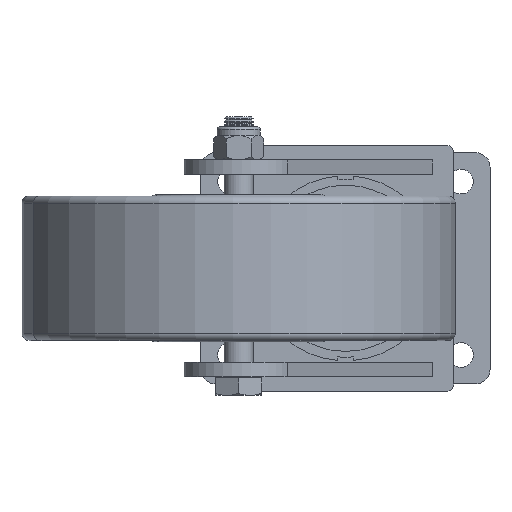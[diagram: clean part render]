
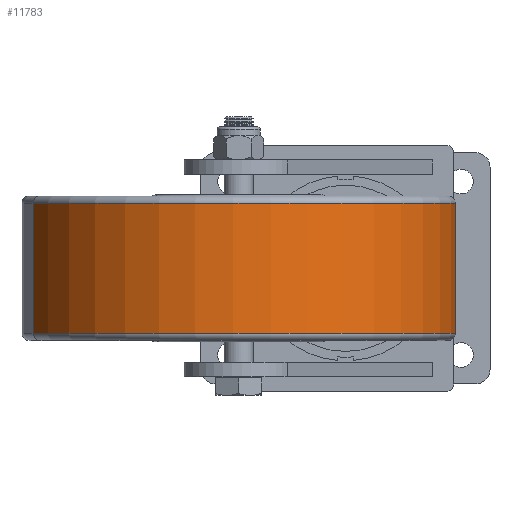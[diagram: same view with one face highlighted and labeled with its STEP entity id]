
A CAD part, front view. The second image highlights one B-rep face of the part: STEP entity #11783.
In plain terms, the highlighted cylindrical face has radius 150 mm (diameter 300 mm), a partial arc.
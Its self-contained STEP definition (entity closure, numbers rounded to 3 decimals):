
#158 = CARTESIAN_POINT ( 'NONE',  ( 168.351, -166.472, -125. ) ) ;
#1980 = DIRECTION ( 'NONE',  ( 0.948, 0.317, 0. ) ) ;
#2844 = EDGE_CURVE ( 'NONE', #6678, #13785, #21084, .T. ) ;
#3876 = DIRECTION ( 'NONE',  ( 0., 0., 1. ) ) ;
#4099 = AXIS2_PLACEMENT_3D ( 'NONE', #17981, #21771, #6255 ) ;
#5109 = CIRCLE ( 'NONE', #5937, 150. ) ;
#5481 = CARTESIAN_POINT ( 'NONE',  ( 168.351, -166.472, -9.597 ) ) ;
#5937 = AXIS2_PLACEMENT_3D ( 'NONE', #17612, #21299, #1980 ) ;
#6255 = DIRECTION ( 'NONE',  ( 0.948, 0.317, 0. ) ) ;
#6371 = VECTOR ( 'NONE', #3876, 1000. ) ;
#6678 = VERTEX_POINT ( 'NONE', #13563 ) ;
#8099 = EDGE_CURVE ( 'NONE', #6678, #16231, #24969, .T. ) ;
#9179 = AXIS2_PLACEMENT_3D ( 'NONE', #19850, #20178, #14250 ) ;
#10079 = ORIENTED_EDGE ( 'NONE', *, *, #13181, .T. ) ;
#11783 = ADVANCED_FACE ( 'NONE', ( #12179 ), #14307, .T. ) ;
#12179 = FACE_OUTER_BOUND ( 'NONE', #23013, .T. ) ;
#13012 = ORIENTED_EDGE ( 'NONE', *, *, #8099, .F. ) ;
#13181 = EDGE_CURVE ( 'NONE', #13785, #18235, #19427, .T. ) ;
#13421 = CARTESIAN_POINT ( 'NONE',  ( -116.191, -261.528, -9.597 ) ) ;
#13563 = CARTESIAN_POINT ( 'NONE',  ( -116.191, -261.528, -125. ) ) ;
#13785 = VERTEX_POINT ( 'NONE', #158 ) ;
#14122 = ORIENTED_EDGE ( 'NONE', *, *, #15168, .F. ) ;
#14250 = DIRECTION ( 'NONE',  ( 0.948, 0.317, 0. ) ) ;
#14307 = CYLINDRICAL_SURFACE ( 'NONE', #4099, 150. ) ;
#15168 = EDGE_CURVE ( 'NONE', #16231, #18235, #5109, .T. ) ;
#16231 = VERTEX_POINT ( 'NONE', #19806 ) ;
#16246 = ORIENTED_EDGE ( 'NONE', *, *, #2844, .T. ) ;
#17401 = VECTOR ( 'NONE', #19299, 1000. ) ;
#17612 = CARTESIAN_POINT ( 'NONE',  ( 26.08, -214., -35. ) ) ;
#17981 = CARTESIAN_POINT ( 'NONE',  ( 26.08, -214., -9.597 ) ) ;
#18235 = VERTEX_POINT ( 'NONE', #24598 ) ;
#19299 = DIRECTION ( 'NONE',  ( 0., 0., 1. ) ) ;
#19427 = LINE ( 'NONE', #5481, #6371 ) ;
#19806 = CARTESIAN_POINT ( 'NONE',  ( -116.191, -261.528, -35. ) ) ;
#19850 = CARTESIAN_POINT ( 'NONE',  ( 26.08, -214., -125. ) ) ;
#20178 = DIRECTION ( 'NONE',  ( 0., 0., 1. ) ) ;
#21084 = CIRCLE ( 'NONE', #9179, 150. ) ;
#21299 = DIRECTION ( 'NONE',  ( 0., 0., 1. ) ) ;
#21771 = DIRECTION ( 'NONE',  ( 0., 0., 1. ) ) ;
#23013 = EDGE_LOOP ( 'NONE', ( #13012, #16246, #10079, #14122 ) ) ;
#24598 = CARTESIAN_POINT ( 'NONE',  ( 168.351, -166.472, -35. ) ) ;
#24969 = LINE ( 'NONE', #13421, #17401 ) ;
